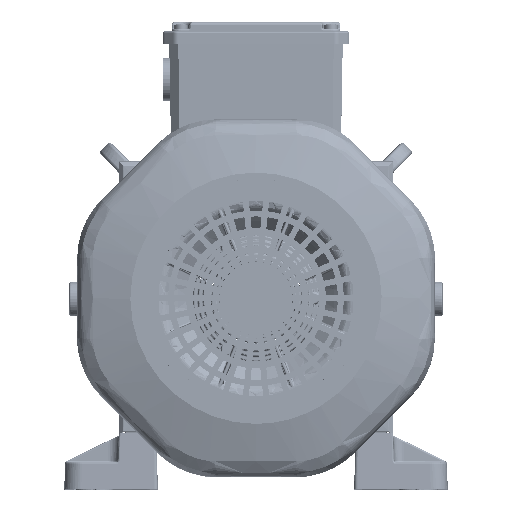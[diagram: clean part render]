
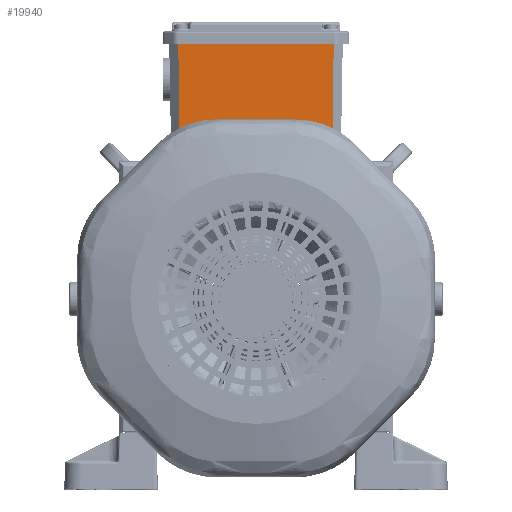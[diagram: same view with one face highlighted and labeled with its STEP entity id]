
A CAD part, top view. The second image highlights one B-rep face of the part: STEP entity #19940.
In plain terms, the highlighted planar face has unit normal (0, -0.018, 1).
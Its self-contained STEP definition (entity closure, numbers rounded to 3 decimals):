
#17332=PLANE('',#140647);
#19940=ADVANCED_FACE('',(#27957),#17332,.T.);
#27957=FACE_OUTER_BOUND('',#35575,.T.);
#35575=EDGE_LOOP('',(#55175,#55176,#55177,#55178));
#55175=ORIENTED_EDGE('',*,*,#104900,.T.);
#55176=ORIENTED_EDGE('',*,*,#104899,.F.);
#55177=ORIENTED_EDGE('',*,*,#104901,.F.);
#55178=ORIENTED_EDGE('',*,*,#104902,.T.);
#88557=VERTEX_POINT('',#201388);
#88560=VERTEX_POINT('',#201393);
#88561=VERTEX_POINT('',#201397);
#88562=VERTEX_POINT('',#201399);
#104899=EDGE_CURVE('',#88560,#88557,#125016,.T.);
#104900=EDGE_CURVE('',#88561,#88557,#125017,.T.);
#104901=EDGE_CURVE('',#88562,#88560,#125018,.T.);
#104902=EDGE_CURVE('',#88562,#88561,#125019,.T.);
#125016=LINE('',#201394,#132347);
#125017=LINE('',#201396,#132348);
#125018=LINE('',#201398,#132349);
#125019=LINE('',#201400,#132350);
#132347=VECTOR('',#158313,1.);
#132348=VECTOR('',#158316,1.);
#132349=VECTOR('',#158317,1.);
#132350=VECTOR('',#158318,1.);
#140647=AXIS2_PLACEMENT_3D('',#201401,#158319,#158320);
#158313=DIRECTION('',(-0.007,1.,0.017));
#158316=DIRECTION('',(-1.,0.,0.));
#158317=DIRECTION('',(-1.,0.,0.));
#158318=DIRECTION('',(0.007,1.,0.017));
#158319=DIRECTION('',(0.,-0.017,1.));
#158320=DIRECTION('',(0.,1.,0.017));
#201388=CARTESIAN_POINT('',(-45.548,149.5,75.408));
#201393=CARTESIAN_POINT('',(-45.172,97.5,74.5));
#201394=CARTESIAN_POINT('',(-45.172,97.5,74.5));
#201396=CARTESIAN_POINT('',(52.,149.5,75.408));
#201397=CARTESIAN_POINT('',(45.548,149.5,75.408));
#201398=CARTESIAN_POINT('',(45.172,97.5,74.5));
#201399=CARTESIAN_POINT('',(45.172,97.5,74.5));
#201400=CARTESIAN_POINT('',(45.172,97.5,74.5));
#201401=CARTESIAN_POINT('',(45.172,97.5,74.5));
